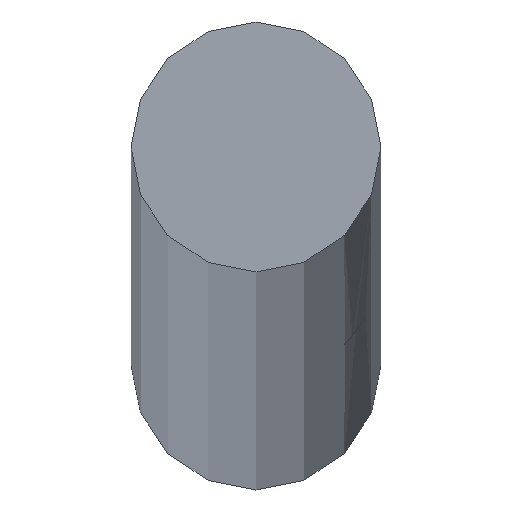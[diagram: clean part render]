
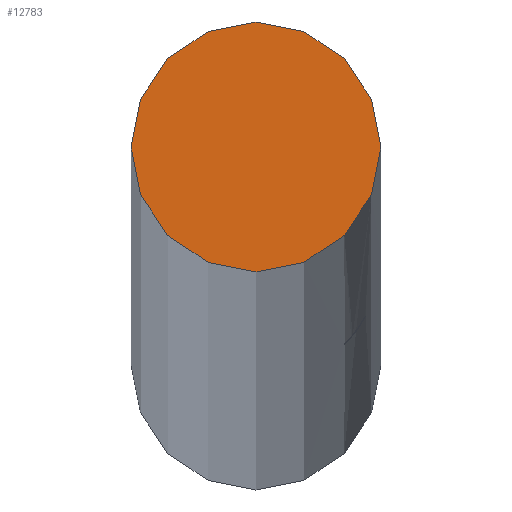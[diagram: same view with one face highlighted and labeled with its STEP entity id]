
A CAD part, top view. The second image highlights one B-rep face of the part: STEP entity #12783.
In plain terms, the highlighted planar face has unit normal (0, 0, 1).
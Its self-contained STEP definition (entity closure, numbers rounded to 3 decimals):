
#175 = DIRECTION ( 'NONE',  ( 0., 0., 1. ) ) ;
#973 = AXIS2_PLACEMENT_3D ( 'NONE', #7903, #7796, #12735 ) ;
#2322 = EDGE_CURVE ( 'NONE', #14480, #14480, #3388, .T. ) ;
#3388 = CIRCLE ( 'NONE', #973, 3. ) ;
#4109 = FACE_OUTER_BOUND ( 'NONE', #6508, .T. ) ;
#5122 = ORIENTED_EDGE ( 'NONE', *, *, #2322, .T. ) ;
#6508 = EDGE_LOOP ( 'NONE', ( #5122 ) ) ;
#7796 = DIRECTION ( 'NONE',  ( 0., 0., 1. ) ) ;
#7903 = CARTESIAN_POINT ( 'NONE',  ( 0., 0., 1500. ) ) ;
#8161 = CARTESIAN_POINT ( 'NONE',  ( 3., 0., 1500. ) ) ;
#10019 = PLANE ( 'NONE',  #12830 ) ;
#10197 = DIRECTION ( 'NONE',  ( 1., 0., 0. ) ) ;
#12735 = DIRECTION ( 'NONE',  ( 1., 0., 0. ) ) ;
#12783 = ADVANCED_FACE ( 'NONE', ( #4109 ), #10019, .T. ) ;
#12830 = AXIS2_PLACEMENT_3D ( 'NONE', #14039, #175, #10197 ) ;
#14039 = CARTESIAN_POINT ( 'NONE',  ( 0., 0., 1500. ) ) ;
#14480 = VERTEX_POINT ( 'NONE', #8161 ) ;
